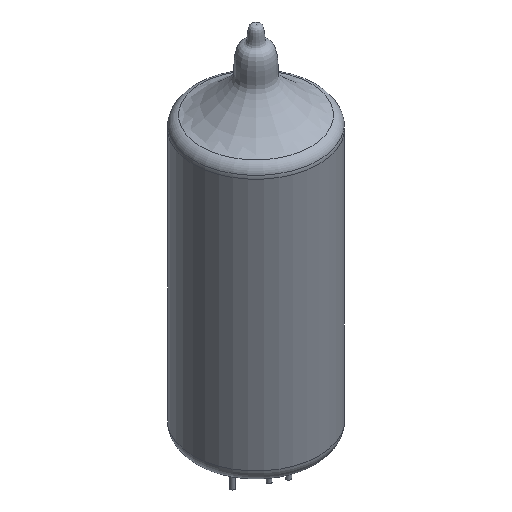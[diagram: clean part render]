
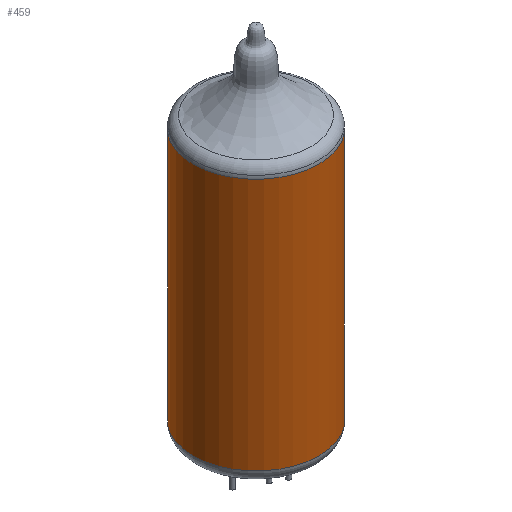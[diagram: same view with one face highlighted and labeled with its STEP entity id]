
A CAD part, isometric view. The second image highlights one B-rep face of the part: STEP entity #459.
In plain terms, the highlighted cylindrical face has radius 6 mm (diameter 12 mm), a full revolution.
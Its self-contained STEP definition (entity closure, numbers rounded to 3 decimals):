
#77=FACE_OUTER_BOUND('',#125,.T.);
#125=EDGE_LOOP('',(#334,#335,#336,#337,#338,#339));
#173=LINE('',#816,#188);
#188=VECTOR('',#627,6.);
#203=CIRCLE('',#536,6.);
#204=CIRCLE('',#537,6.);
#205=CIRCLE('',#538,6.);
#206=CIRCLE('',#539,6.);
#242=VERTEX_POINT('',#812);
#243=VERTEX_POINT('',#813);
#244=VERTEX_POINT('',#815);
#245=VERTEX_POINT('',#817);
#279=EDGE_CURVE('',#242,#243,#203,.T.);
#280=EDGE_CURVE('',#242,#244,#173,.T.);
#281=EDGE_CURVE('',#244,#245,#204,.T.);
#282=EDGE_CURVE('',#245,#244,#205,.T.);
#283=EDGE_CURVE('',#243,#242,#206,.T.);
#334=ORIENTED_EDGE('',*,*,#279,.F.);
#335=ORIENTED_EDGE('',*,*,#280,.T.);
#336=ORIENTED_EDGE('',*,*,#281,.T.);
#337=ORIENTED_EDGE('',*,*,#282,.T.);
#338=ORIENTED_EDGE('',*,*,#280,.F.);
#339=ORIENTED_EDGE('',*,*,#283,.F.);
#444=CYLINDRICAL_SURFACE('',#535,6.);
#459=ADVANCED_FACE('',(#77),#444,.T.);
#535=AXIS2_PLACEMENT_3D('',#811,#623,#624);
#536=AXIS2_PLACEMENT_3D('',#814,#625,#626);
#537=AXIS2_PLACEMENT_3D('',#818,#628,#629);
#538=AXIS2_PLACEMENT_3D('',#819,#630,#631);
#539=AXIS2_PLACEMENT_3D('',#820,#632,#633);
#623=DIRECTION('center_axis',(0.,0.,-1.));
#624=DIRECTION('ref_axis',(0.,1.,0.));
#625=DIRECTION('center_axis',(0.,0.,-1.));
#626=DIRECTION('ref_axis',(1.,0.,0.));
#627=DIRECTION('',(0.,0.,1.));
#628=DIRECTION('center_axis',(0.,0.,-1.));
#629=DIRECTION('ref_axis',(1.,0.,0.));
#630=DIRECTION('center_axis',(0.,0.,-1.));
#631=DIRECTION('ref_axis',(1.,0.,0.));
#632=DIRECTION('center_axis',(0.,0.,-1.));
#633=DIRECTION('ref_axis',(1.,0.,0.));
#811=CARTESIAN_POINT('Origin',(0.,-3.908,12.092));
#812=CARTESIAN_POINT('',(0.,-9.908,0.012));
#813=CARTESIAN_POINT('',(6.,-3.908,0.012));
#814=CARTESIAN_POINT('Origin',(0.,-3.908,0.012));
#815=CARTESIAN_POINT('',(0.,-9.908,24.172));
#816=CARTESIAN_POINT('',(0.,-9.908,12.092));
#817=CARTESIAN_POINT('',(6.,-3.908,24.172));
#818=CARTESIAN_POINT('Origin',(0.,-3.908,24.172));
#819=CARTESIAN_POINT('Origin',(0.,-3.908,24.172));
#820=CARTESIAN_POINT('Origin',(0.,-3.908,0.012));
